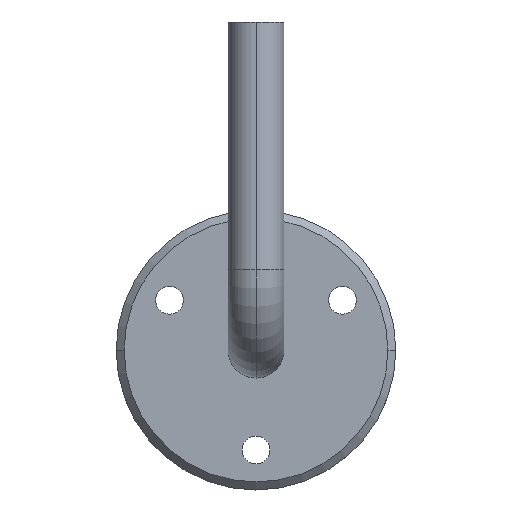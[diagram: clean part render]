
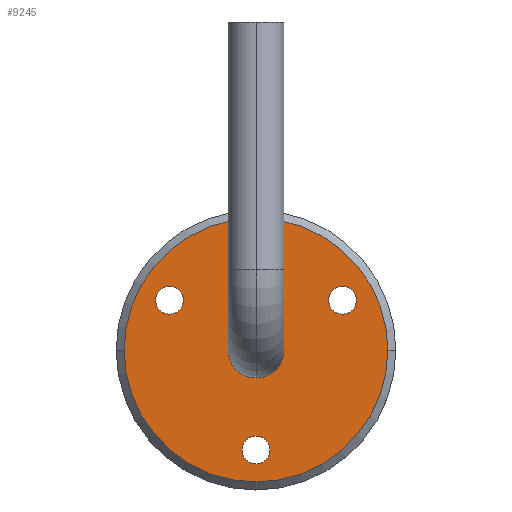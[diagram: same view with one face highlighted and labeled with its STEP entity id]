
A CAD part, top view. The second image highlights one B-rep face of the part: STEP entity #9245.
In plain terms, the highlighted planar face has unit normal (0, 0, 1).
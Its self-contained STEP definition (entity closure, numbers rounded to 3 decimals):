
#84 = CARTESIAN_POINT ( 'NONE',  ( -18.151, 12.5, 6. ) ) ;
#228 = DIRECTION ( 'NONE',  ( 0., 0., 1. ) ) ;
#254 = AXIS2_PLACEMENT_3D ( 'NONE', #5330, #8430, #7634 ) ;
#285 = CARTESIAN_POINT ( 'NONE',  ( 0., -25., 6. ) ) ;
#372 = DIRECTION ( 'NONE',  ( 1., 0., 0. ) ) ;
#440 = AXIS2_PLACEMENT_3D ( 'NONE', #3932, #723, #3095 ) ;
#707 = ORIENTED_EDGE ( 'NONE', *, *, #2547, .T. ) ;
#723 = DIRECTION ( 'NONE',  ( 0., 0., -1. ) ) ;
#730 = DIRECTION ( 'NONE',  ( 1., 0., 0. ) ) ;
#812 = CARTESIAN_POINT ( 'NONE',  ( -21.651, 12.5, 6. ) ) ;
#851 = DIRECTION ( 'NONE',  ( 0., 0., 1. ) ) ;
#899 = AXIS2_PLACEMENT_3D ( 'NONE', #9784, #4536, #730 ) ;
#939 = EDGE_LOOP ( 'NONE', ( #8154, #1552 ) ) ;
#1038 = DIRECTION ( 'NONE',  ( 1., 0., 0. ) ) ;
#1185 = FACE_BOUND ( 'NONE', #2299, .T. ) ;
#1404 = CARTESIAN_POINT ( 'NONE',  ( 0., 7., 6. ) ) ;
#1422 = FACE_BOUND ( 'NONE', #5808, .T. ) ;
#1439 = CARTESIAN_POINT ( 'NONE',  ( 0., -25., 6. ) ) ;
#1469 = CIRCLE ( 'NONE', #1875, 3.5 ) ;
#1471 = CARTESIAN_POINT ( 'NONE',  ( 0., 0., 6. ) ) ;
#1481 = ORIENTED_EDGE ( 'NONE', *, *, #4625, .F. ) ;
#1482 = CIRCLE ( 'NONE', #254, 7. ) ;
#1489 = DIRECTION ( 'NONE',  ( 1., 0., 0. ) ) ;
#1514 = CARTESIAN_POINT ( 'NONE',  ( 0., 0., 6. ) ) ;
#1552 = ORIENTED_EDGE ( 'NONE', *, *, #5991, .T. ) ;
#1875 = AXIS2_PLACEMENT_3D ( 'NONE', #285, #6387, #1038 ) ;
#2154 = AXIS2_PLACEMENT_3D ( 'NONE', #1439, #2930, #9813 ) ;
#2299 = EDGE_LOOP ( 'NONE', ( #4904, #6044 ) ) ;
#2400 = CIRCLE ( 'NONE', #8967, 3.5 ) ;
#2486 = CARTESIAN_POINT ( 'NONE',  ( 0., -7., 6. ) ) ;
#2547 = EDGE_CURVE ( 'NONE', #6680, #4022, #1482, .T. ) ;
#2796 = EDGE_CURVE ( 'NONE', #4022, #6680, #6523, .T. ) ;
#2930 = DIRECTION ( 'NONE',  ( 0., 0., 1. ) ) ;
#2965 = FACE_BOUND ( 'NONE', #4516, .T. ) ;
#3095 = DIRECTION ( 'NONE',  ( 1., 0., 0. ) ) ;
#3197 = CARTESIAN_POINT ( 'NONE',  ( 0., 0., 6. ) ) ;
#3220 = CARTESIAN_POINT ( 'NONE',  ( 21.651, 12.5, 6. ) ) ;
#3224 = AXIS2_PLACEMENT_3D ( 'NONE', #1471, #6862, #9119 ) ;
#3349 = CIRCLE ( 'NONE', #899, 3.5 ) ;
#3433 = VERTEX_POINT ( 'NONE', #7995 ) ;
#3923 = DIRECTION ( 'NONE',  ( 0., 0., 1. ) ) ;
#3932 = CARTESIAN_POINT ( 'NONE',  ( 0., 0., 6. ) ) ;
#3991 = DIRECTION ( 'NONE',  ( 1., 0., 0. ) ) ;
#4022 = VERTEX_POINT ( 'NONE', #2486 ) ;
#4119 = CARTESIAN_POINT ( 'NONE',  ( -21.651, 12.5, 6. ) ) ;
#4225 = EDGE_CURVE ( 'NONE', #5096, #8413, #6389, .T. ) ;
#4323 = EDGE_CURVE ( 'NONE', #9645, #8822, #7685, .T. ) ;
#4516 = EDGE_LOOP ( 'NONE', ( #9776, #7355 ) ) ;
#4536 = DIRECTION ( 'NONE',  ( 0., 0., 1. ) ) ;
#4625 = EDGE_CURVE ( 'NONE', #7736, #7788, #1469, .T. ) ;
#4904 = ORIENTED_EDGE ( 'NONE', *, *, #4323, .F. ) ;
#5010 = AXIS2_PLACEMENT_3D ( 'NONE', #3197, #228, #6339 ) ;
#5096 = VERTEX_POINT ( 'NONE', #5324 ) ;
#5324 = CARTESIAN_POINT ( 'NONE',  ( -33., 0., 6. ) ) ;
#5330 = CARTESIAN_POINT ( 'NONE',  ( 0., 0., 6. ) ) ;
#5407 = ORIENTED_EDGE ( 'NONE', *, *, #2796, .T. ) ;
#5451 = DIRECTION ( 'NONE',  ( 1., 0., 0. ) ) ;
#5565 = PLANE ( 'NONE',  #5010 ) ;
#5694 = CARTESIAN_POINT ( 'NONE',  ( 33., 0., 6. ) ) ;
#5737 = EDGE_CURVE ( 'NONE', #9494, #3433, #7784, .T. ) ;
#5761 = AXIS2_PLACEMENT_3D ( 'NONE', #3220, #851, #3991 ) ;
#5808 = EDGE_LOOP ( 'NONE', ( #707, #5407 ) ) ;
#5991 = EDGE_CURVE ( 'NONE', #8413, #5096, #8693, .T. ) ;
#6044 = ORIENTED_EDGE ( 'NONE', *, *, #6293, .F. ) ;
#6157 = CARTESIAN_POINT ( 'NONE',  ( 18.151, 12.5, 6. ) ) ;
#6293 = EDGE_CURVE ( 'NONE', #8822, #9645, #2400, .T. ) ;
#6339 = DIRECTION ( 'NONE',  ( 1., 0., 0. ) ) ;
#6387 = DIRECTION ( 'NONE',  ( 0., 0., 1. ) ) ;
#6389 = CIRCLE ( 'NONE', #3224, 33. ) ;
#6457 = AXIS2_PLACEMENT_3D ( 'NONE', #1514, #3923, #5451 ) ;
#6523 = CIRCLE ( 'NONE', #440, 7. ) ;
#6617 = CARTESIAN_POINT ( 'NONE',  ( -3.5, -25., 6. ) ) ;
#6680 = VERTEX_POINT ( 'NONE', #1404 ) ;
#6731 = EDGE_CURVE ( 'NONE', #3433, #9494, #3349, .T. ) ;
#6862 = DIRECTION ( 'NONE',  ( 0., 0., 1. ) ) ;
#6882 = EDGE_LOOP ( 'NONE', ( #7018, #1481 ) ) ;
#7018 = ORIENTED_EDGE ( 'NONE', *, *, #9003, .F. ) ;
#7322 = AXIS2_PLACEMENT_3D ( 'NONE', #4119, #8739, #372 ) ;
#7355 = ORIENTED_EDGE ( 'NONE', *, *, #6731, .F. ) ;
#7634 = DIRECTION ( 'NONE',  ( 1., 0., 0. ) ) ;
#7669 = DIRECTION ( 'NONE',  ( 0., 0., 1. ) ) ;
#7685 = CIRCLE ( 'NONE', #7322, 3.5 ) ;
#7736 = VERTEX_POINT ( 'NONE', #8759 ) ;
#7784 = CIRCLE ( 'NONE', #5761, 3.5 ) ;
#7788 = VERTEX_POINT ( 'NONE', #6617 ) ;
#7817 = CARTESIAN_POINT ( 'NONE',  ( -25.151, 12.5, 6. ) ) ;
#7995 = CARTESIAN_POINT ( 'NONE',  ( 25.151, 12.5, 6. ) ) ;
#8154 = ORIENTED_EDGE ( 'NONE', *, *, #4225, .T. ) ;
#8321 = CIRCLE ( 'NONE', #2154, 3.5 ) ;
#8413 = VERTEX_POINT ( 'NONE', #5694 ) ;
#8430 = DIRECTION ( 'NONE',  ( 0., 0., -1. ) ) ;
#8693 = CIRCLE ( 'NONE', #6457, 33. ) ;
#8739 = DIRECTION ( 'NONE',  ( 0., 0., 1. ) ) ;
#8759 = CARTESIAN_POINT ( 'NONE',  ( 3.5, -25., 6. ) ) ;
#8822 = VERTEX_POINT ( 'NONE', #84 ) ;
#8967 = AXIS2_PLACEMENT_3D ( 'NONE', #812, #7669, #1489 ) ;
#9003 = EDGE_CURVE ( 'NONE', #7788, #7736, #8321, .T. ) ;
#9035 = FACE_BOUND ( 'NONE', #6882, .T. ) ;
#9119 = DIRECTION ( 'NONE',  ( 1., 0., 0. ) ) ;
#9245 = ADVANCED_FACE ( 'NONE', ( #1422, #9279, #1185, #9035, #2965 ), #5565, .T. ) ;
#9279 = FACE_OUTER_BOUND ( 'NONE', #939, .T. ) ;
#9494 = VERTEX_POINT ( 'NONE', #6157 ) ;
#9645 = VERTEX_POINT ( 'NONE', #7817 ) ;
#9776 = ORIENTED_EDGE ( 'NONE', *, *, #5737, .F. ) ;
#9784 = CARTESIAN_POINT ( 'NONE',  ( 21.651, 12.5, 6. ) ) ;
#9813 = DIRECTION ( 'NONE',  ( 1., 0., 0. ) ) ;
